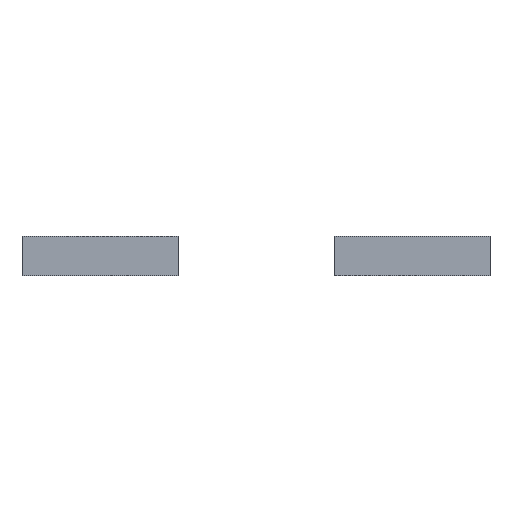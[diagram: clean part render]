
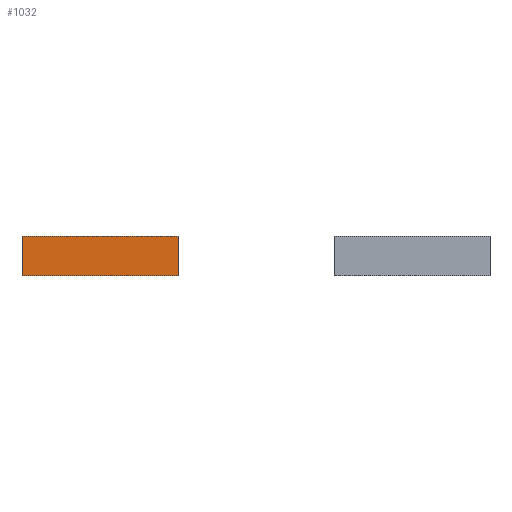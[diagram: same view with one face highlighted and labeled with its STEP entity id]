
A CAD part, left-side view. The second image highlights one B-rep face of the part: STEP entity #1032.
In plain terms, the highlighted planar face has unit normal (-1, 0, 0).
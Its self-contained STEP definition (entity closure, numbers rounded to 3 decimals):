
#43=DIRECTION('',(0.,-1.,0.));
#44=VECTOR('',#43,20.);
#45=CARTESIAN_POINT('',(-4.,4.,2.5));
#46=LINE('',#45,#44);
#79=DIRECTION('',(0.,0.,-1.));
#80=VECTOR('',#79,5.);
#81=CARTESIAN_POINT('',(-4.,4.,2.5));
#82=LINE('',#81,#80);
#83=DIRECTION('',(0.,0.,-1.));
#84=VECTOR('',#83,5.);
#85=CARTESIAN_POINT('',(-4.,-16.,2.5));
#86=LINE('',#85,#84);
#309=DIRECTION('',(0.,-1.,0.));
#310=VECTOR('',#309,20.);
#311=CARTESIAN_POINT('',(-4.,4.,-2.5));
#312=LINE('',#311,#310);
#749=CARTESIAN_POINT('',(-4.,4.,2.5));
#751=VERTEX_POINT('',#749);
#752=CARTESIAN_POINT('',(-4.,-16.,2.5));
#753=VERTEX_POINT('',#752);
#777=CARTESIAN_POINT('',(-4.,4.,-2.5));
#779=VERTEX_POINT('',#777);
#780=CARTESIAN_POINT('',(-4.,-16.,-2.5));
#781=VERTEX_POINT('',#780);
#1019=CARTESIAN_POINT('',(-4.,4.,2.5));
#1020=DIRECTION('',(-1.,0.,0.));
#1021=DIRECTION('',(0.,-1.,0.));
#1022=AXIS2_PLACEMENT_3D('',#1019,#1020,#1021);
#1023=PLANE('',#1022);
#1024=ORIENTED_EDGE('',*,*,#983,.T.);
#1026=ORIENTED_EDGE('',*,*,#1025,.T.);
#1028=ORIENTED_EDGE('',*,*,#1027,.F.);
#1029=ORIENTED_EDGE('',*,*,#1010,.F.);
#1030=EDGE_LOOP('',(#1024,#1026,#1028,#1029));
#1031=FACE_OUTER_BOUND('',#1030,.F.);
#983=EDGE_CURVE('',#751,#753,#46,.T.);
#1010=EDGE_CURVE('',#751,#779,#82,.T.);
#1025=EDGE_CURVE('',#753,#781,#86,.T.);
#1027=EDGE_CURVE('',#779,#781,#312,.T.);
#1032=ADVANCED_FACE('',(#1031),#1023,.T.);
